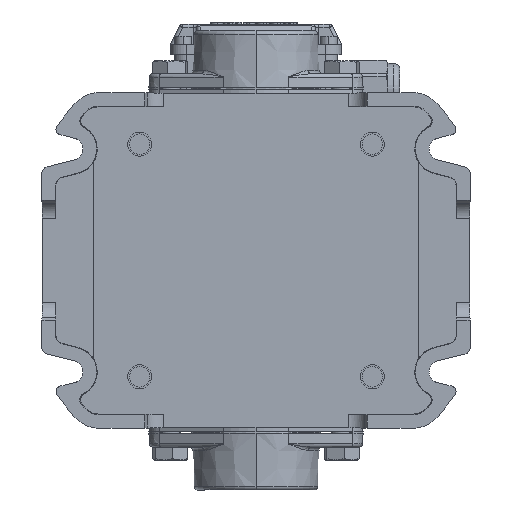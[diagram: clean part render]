
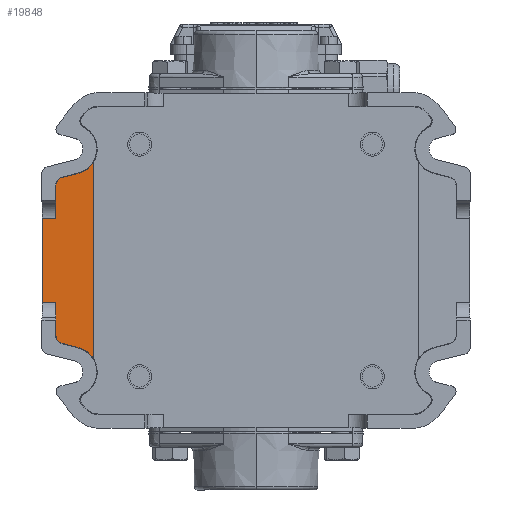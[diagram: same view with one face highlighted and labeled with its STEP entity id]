
A CAD part, front view. The second image highlights one B-rep face of the part: STEP entity #19848.
In plain terms, the highlighted planar face has unit normal (0, -1, 0).
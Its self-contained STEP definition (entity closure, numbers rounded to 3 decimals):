
#818 = VECTOR ( 'NONE', #30469, 1000. ) ;
#952 = VECTOR ( 'NONE', #53067, 1000. ) ;
#2235 = VERTEX_POINT ( 'NONE', #33786 ) ;
#2266 = CARTESIAN_POINT ( 'NONE',  ( -57.246, 8., -95. ) ) ;
#3770 = ORIENTED_EDGE ( 'NONE', *, *, #65537, .T. ) ;
#3883 = CARTESIAN_POINT ( 'NONE',  ( 48.469, 8., -113.001 ) ) ;
#4144 = FACE_OUTER_BOUND ( 'NONE', #44119, .T. ) ;
#5611 = ORIENTED_EDGE ( 'NONE', *, *, #69932, .F. ) ;
#6185 = CARTESIAN_POINT ( 'NONE',  ( -47.891, 8., -115.32 ) ) ;
#7339 = DIRECTION ( 'NONE',  ( 0., -1., 0. ) ) ;
#9104 =( BOUNDED_CURVE ( )  B_SPLINE_CURVE ( 3, ( #44883, #14777, #39865, #3883 ),
 .UNSPECIFIED., .F., .F. ) 
 B_SPLINE_CURVE_WITH_KNOTS ( ( 4, 4 ),
 ( 2.479, 3.805 ),
 .UNSPECIFIED. ) 
 CURVE ( )  GEOMETRIC_REPRESENTATION_ITEM ( )  RATIONAL_B_SPLINE_CURVE ( ( 1., 0.859, 0.859, 1. ) ) 
 REPRESENTATION_ITEM ( '' )  );
#9962 = CARTESIAN_POINT ( 'NONE',  ( 0., 8., 0. ) ) ;
#10524 = CARTESIAN_POINT ( 'NONE',  ( -47.687, 8., -116.791 ) ) ;
#12405 = LINE ( 'NONE', #76236, #68040 ) ;
#12542 = VERTEX_POINT ( 'NONE', #66345 ) ;
#13057 = CARTESIAN_POINT ( 'NONE',  ( -47.687, 8., -116.791 ) ) ;
#13561 = CARTESIAN_POINT ( 'NONE',  ( 65., 8., -107.5 ) ) ;
#13816 = LINE ( 'NONE', #13057, #818 ) ;
#14409 = CARTESIAN_POINT ( 'NONE',  ( 24.608, 8., -116.791 ) ) ;
#14777 = CARTESIAN_POINT ( 'NONE',  ( 46.008, 8., -116.791 ) ) ;
#16130 = DIRECTION ( 'NONE',  ( 0., 0., 1. ) ) ;
#16209 = EDGE_CURVE ( 'NONE', #69598, #40815, #9104, .T. ) ;
#17305 = LINE ( 'NONE', #70646, #71179 ) ;
#17833 = CARTESIAN_POINT ( 'NONE',  ( -46.008, 8., -116.791 ) ) ;
#18654 = VERTEX_POINT ( 'NONE', #41354 ) ;
#18873 = EDGE_CURVE ( 'NONE', #41468, #43842, #17305, .T. ) ;
#18968 = VERTEX_POINT ( 'NONE', #37748 ) ;
#19848 = ADVANCED_FACE ( 'NONE', ( #4144 ), #56794, .F. ) ;
#22979 = CARTESIAN_POINT ( 'NONE',  ( 50.727, 8., -103.941 ) ) ;
#24284 = VECTOR ( 'NONE', #58956, 1000. ) ;
#25453 = CARTESIAN_POINT ( 'NONE',  ( 0., 8., -124.791 ) ) ;
#25674 = CARTESIAN_POINT ( 'NONE',  ( -48.469, 8., -113.001 ) ) ;
#26158 = ORIENTED_EDGE ( 'NONE', *, *, #75902, .T. ) ;
#27379 = DIRECTION ( 'NONE',  ( 0., 1., 0. ) ) ;
#28618 = CARTESIAN_POINT ( 'NONE',  ( -43.619, 8., -116.791 ) ) ;
#28639 = EDGE_CURVE ( 'NONE', #43842, #2235, #36303, .T. ) ;
#29824 = DIRECTION ( 'NONE',  ( 0., 0., -1. ) ) ;
#30469 = DIRECTION ( 'NONE',  ( 1., 0., 0. ) ) ;
#30613 = ORIENTED_EDGE ( 'NONE', *, *, #16209, .T. ) ;
#32553 = DIRECTION ( 'NONE',  ( 0., 0., 1. ) ) ;
#33786 = CARTESIAN_POINT ( 'NONE',  ( 50.727, 8., -103.941 ) ) ;
#33868 = LINE ( 'NONE', #59394, #40875 ) ;
#34451 = CARTESIAN_POINT ( 'NONE',  ( -48.469, 8., -113.001 ) ) ;
#34659 = VECTOR ( 'NONE', #32553, 1000. ) ;
#35465 = VERTEX_POINT ( 'NONE', #25674 ) ;
#36303 = CIRCLE ( 'NONE', #46182, 14.709 ) ;
#37748 = CARTESIAN_POINT ( 'NONE',  ( -50.727, 8., -103.941 ) ) ;
#37856 = ORIENTED_EDGE ( 'NONE', *, *, #58868, .T. ) ;
#38547 = ORIENTED_EDGE ( 'NONE', *, *, #67299, .F. ) ;
#39865 = CARTESIAN_POINT ( 'NONE',  ( 47.891, 8., -115.32 ) ) ;
#40815 = VERTEX_POINT ( 'NONE', #46891 ) ;
#40875 = VECTOR ( 'NONE', #69429, 1000. ) ;
#41354 = CARTESIAN_POINT ( 'NONE',  ( 24.608, 8., -116.791 ) ) ;
#41468 = VERTEX_POINT ( 'NONE', #2266 ) ;
#41661 = ORIENTED_EDGE ( 'NONE', *, *, #18873, .F. ) ;
#42719 = AXIS2_PLACEMENT_3D ( 'NONE', #67931, #49809, #16130 ) ;
#42762 = ORIENTED_EDGE ( 'NONE', *, *, #69469, .T. ) ;
#43842 = VERTEX_POINT ( 'NONE', #62324 ) ;
#44119 = EDGE_LOOP ( 'NONE', ( #26158, #3770, #37856, #55954, #38547, #60429, #54268, #30613, #5611, #73508, #41661, #42762 ) ) ;
#44883 = CARTESIAN_POINT ( 'NONE',  ( 43.619, 8., -116.791 ) ) ;
#45790 = VERTEX_POINT ( 'NONE', #51510 ) ;
#46182 = AXIS2_PLACEMENT_3D ( 'NONE', #13561, #7339, #54552 ) ;
#46444 = CARTESIAN_POINT ( 'NONE',  ( -43.619, 8., -116.791 ) ) ;
#46466 = CIRCLE ( 'NONE', #42719, 14.709 ) ;
#46891 = CARTESIAN_POINT ( 'NONE',  ( 48.469, 8., -113.001 ) ) ;
#47035 = CARTESIAN_POINT ( 'NONE',  ( 43.619, 8., -116.791 ) ) ;
#49809 = DIRECTION ( 'NONE',  ( 0., 1., 0. ) ) ;
#51510 = CARTESIAN_POINT ( 'NONE',  ( -24.608, 8., -116.791 ) ) ;
#52379 = LINE ( 'NONE', #22979, #24284 ) ;
#52707 = VERTEX_POINT ( 'NONE', #28618 ) ;
#53067 = DIRECTION ( 'NONE',  ( 1., 0., 0. ) ) ;
#53254 = DIRECTION ( 'NONE',  ( 1., 0., 0. ) ) ;
#54101 = DIRECTION ( 'NONE',  ( -1., 0., 0. ) ) ;
#54268 = ORIENTED_EDGE ( 'NONE', *, *, #71465, .T. ) ;
#54552 = DIRECTION ( 'NONE',  ( 0., 0., 1. ) ) ;
#55954 = ORIENTED_EDGE ( 'NONE', *, *, #65560, .T. ) ;
#56794 = PLANE ( 'NONE',  #62659 ) ;
#58868 = EDGE_CURVE ( 'NONE', #52707, #45790, #13816, .T. ) ;
#58956 = DIRECTION ( 'NONE',  ( -0.242, 0., -0.97 ) ) ;
#59394 = CARTESIAN_POINT ( 'NONE',  ( -50.727, 8., -103.941 ) ) ;
#60429 = ORIENTED_EDGE ( 'NONE', *, *, #63084, .T. ) ;
#61202 = LINE ( 'NONE', #14409, #34659 ) ;
#62211 = VECTOR ( 'NONE', #54101, 1000. ) ;
#62324 = CARTESIAN_POINT ( 'NONE',  ( 57.246, 8., -95. ) ) ;
#62659 = AXIS2_PLACEMENT_3D ( 'NONE', #9962, #27379, #74577 ) ;
#63084 = EDGE_CURVE ( 'NONE', #74170, #18654, #61202, .T. ) ;
#64638 = LINE ( 'NONE', #10524, #952 ) ;
#65537 = EDGE_CURVE ( 'NONE', #35465, #52707, #76123, .T. ) ;
#65560 = EDGE_CURVE ( 'NONE', #45790, #12542, #12405, .T. ) ;
#66345 = CARTESIAN_POINT ( 'NONE',  ( -24.608, 8., -124.791 ) ) ;
#67299 = EDGE_CURVE ( 'NONE', #74170, #12542, #71861, .T. ) ;
#67931 = CARTESIAN_POINT ( 'NONE',  ( -65., 8., -107.5 ) ) ;
#68040 = VECTOR ( 'NONE', #29824, 1000. ) ;
#69429 = DIRECTION ( 'NONE',  ( 0.242, 0., -0.97 ) ) ;
#69469 = EDGE_CURVE ( 'NONE', #41468, #18968, #46466, .T. ) ;
#69598 = VERTEX_POINT ( 'NONE', #47035 ) ;
#69932 = EDGE_CURVE ( 'NONE', #2235, #40815, #52379, .T. ) ;
#70646 = CARTESIAN_POINT ( 'NONE',  ( -58.463, 8., -95. ) ) ;
#71179 = VECTOR ( 'NONE', #53254, 1000. ) ;
#71465 = EDGE_CURVE ( 'NONE', #18654, #69598, #64638, .T. ) ;
#71861 = LINE ( 'NONE', #25453, #62211 ) ;
#73381 = CARTESIAN_POINT ( 'NONE',  ( 24.608, 8., -124.791 ) ) ;
#73508 = ORIENTED_EDGE ( 'NONE', *, *, #28639, .F. ) ;
#74170 = VERTEX_POINT ( 'NONE', #73381 ) ;
#74577 = DIRECTION ( 'NONE',  ( 0., 0., 1. ) ) ;
#75902 = EDGE_CURVE ( 'NONE', #18968, #35465, #33868, .T. ) ;
#76123 =( BOUNDED_CURVE ( )  B_SPLINE_CURVE ( 3, ( #34451, #6185, #17833, #46444 ),
 .UNSPECIFIED., .F., .F. ) 
 B_SPLINE_CURVE_WITH_KNOTS ( ( 4, 4 ),
 ( 2.479, 3.805 ),
 .UNSPECIFIED. ) 
 CURVE ( )  GEOMETRIC_REPRESENTATION_ITEM ( )  RATIONAL_B_SPLINE_CURVE ( ( 1., 0.859, 0.859, 1. ) ) 
 REPRESENTATION_ITEM ( '' )  );
#76236 = CARTESIAN_POINT ( 'NONE',  ( -24.608, 8., 0. ) ) ;
